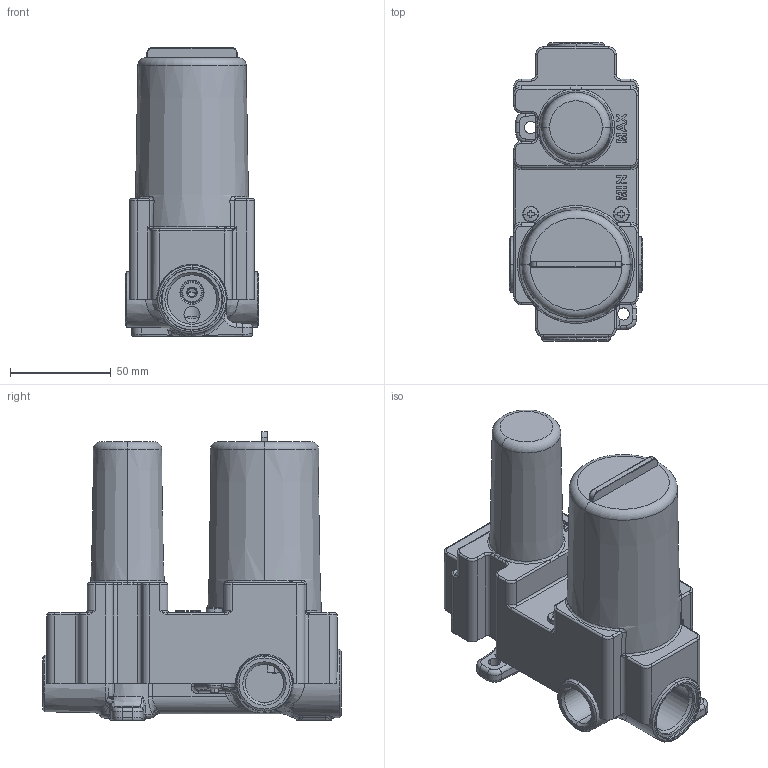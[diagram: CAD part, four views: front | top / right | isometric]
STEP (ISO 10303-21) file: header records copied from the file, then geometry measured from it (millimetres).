
FILE_DESCRIPTION((''),'2;1');
FILE_NAME('INC01540CR','2021-11-04T11:52:47',('ut3'),('PAFFONI SpA'),'CREO PARAMETRIC BY PTC INC, 2020044','CREO PARAMETRIC BY PTC INC, 2020044','');
FILE_SCHEMA(('CONFIG_CONTROL_DESIGN','SHAPE_APPEARANCE_LAYERS_GROUPS'));
Products named in the file (1): INC01540CR
Bounding box: 66 x 148 x 143.3 mm (x, y, z)
Volume: 277010.8 mm3; surface area: 169683.7 mm2
Topology: 1 solids, 1 shells, 1952 faces, 5057 edges, 3140 vertices
Faces by surface type: plane 750, cylinder 538, bspline 215, torus 193, extrusion 127, cone 115, sphere 14
Entity records: 99277 total; most frequent: CARTESIAN_POINT 40279, ORIENTED_EDGE 10080, DIRECTION 8673, EDGE_CURVE 5040, VERTEX_POINT 3140, AXIS2_PLACEMENT_3D 3129, VECTOR 2415, LINE 2288
